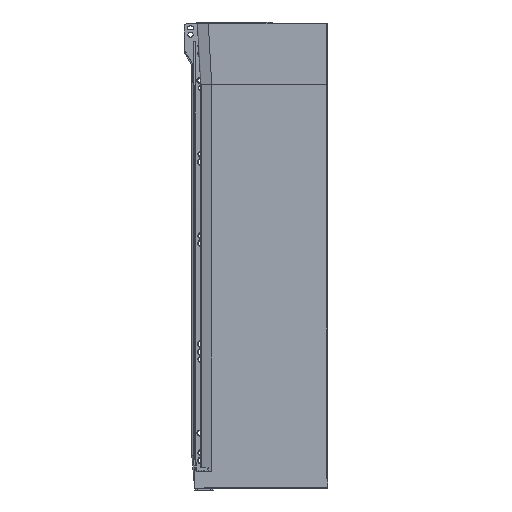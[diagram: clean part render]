
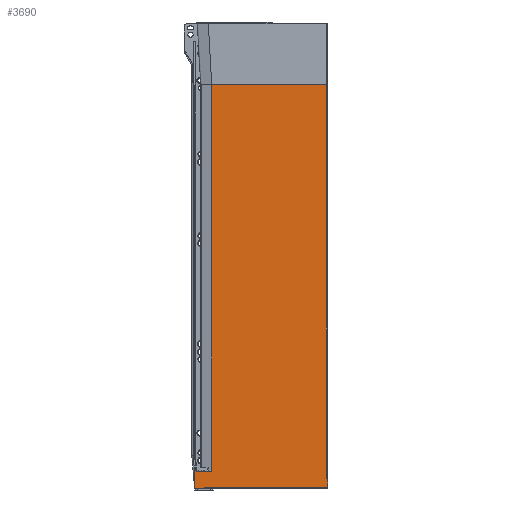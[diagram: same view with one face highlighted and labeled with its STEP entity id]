
A CAD part, left-side view. The second image highlights one B-rep face of the part: STEP entity #3690.
In plain terms, the highlighted planar face has unit normal (-1, 0, 0).
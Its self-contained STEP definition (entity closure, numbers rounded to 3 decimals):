
#259 = ORIENTED_EDGE ( 'NONE', *, *, #8552, .T. ) ;
#333 = LINE ( 'NONE', #3622, #6929 ) ;
#358 = CARTESIAN_POINT ( 'NONE',  ( -14.887, -0.837, -72. ) ) ;
#448 = CARTESIAN_POINT ( 'NONE',  ( -14.887, -0.837, -548. ) ) ;
#637 = VECTOR ( 'NONE', #1008, 1000. ) ;
#659 = PLANE ( 'NONE',  #10338 ) ;
#1008 = DIRECTION ( 'NONE',  ( 0., -1., 0. ) ) ;
#1291 = VERTEX_POINT ( 'NONE', #4369 ) ;
#1331 = VERTEX_POINT ( 'NONE', #8564 ) ;
#1441 = LINE ( 'NONE', #4686, #7117 ) ;
#1469 = VECTOR ( 'NONE', #1982, 1000. ) ;
#1717 = EDGE_CURVE ( 'NONE', #8999, #6466, #3940, .T. ) ;
#1854 = VECTOR ( 'NONE', #5324, 1000. ) ;
#1982 = DIRECTION ( 'NONE',  ( 0., 0., -1. ) ) ;
#2095 = VERTEX_POINT ( 'NONE', #6883 ) ;
#2170 = CARTESIAN_POINT ( 'NONE',  ( -14.887, 134.9, -548. ) ) ;
#2193 = DIRECTION ( 'NONE',  ( 0., 0., -1. ) ) ;
#2253 = CARTESIAN_POINT ( 'NONE',  ( -14.887, 134.9, -548. ) ) ;
#2355 = DIRECTION ( 'NONE',  ( 0., 1., 0. ) ) ;
#2546 = LINE ( 'NONE', #5780, #4164 ) ;
#2561 = VERTEX_POINT ( 'NONE', #8617 ) ;
#2997 = DIRECTION ( 'NONE',  ( 0., 1., 0. ) ) ;
#3024 = LINE ( 'NONE', #2170, #6648 ) ;
#3269 = ORIENTED_EDGE ( 'NONE', *, *, #3617, .T. ) ;
#3290 = CARTESIAN_POINT ( 'NONE',  ( -14.887, -2.091, -546.9 ) ) ;
#3492 = ORIENTED_EDGE ( 'NONE', *, *, #4927, .F. ) ;
#3617 = EDGE_CURVE ( 'NONE', #4735, #10159, #4427, .T. ) ;
#3622 = CARTESIAN_POINT ( 'NONE',  ( -14.887, -2.091, -548. ) ) ;
#3690 = ADVANCED_FACE ( 'NONE', ( #9570 ), #659, .T. ) ;
#3751 = CARTESIAN_POINT ( 'NONE',  ( -14.887, -0.837, -72. ) ) ;
#3753 = EDGE_CURVE ( 'NONE', #1291, #4735, #1441, .T. ) ;
#3940 = LINE ( 'NONE', #7174, #4571 ) ;
#3956 = DIRECTION ( 'NONE',  ( -1., 0., 0. ) ) ;
#4164 = VECTOR ( 'NONE', #9017, 1000. ) ;
#4369 = CARTESIAN_POINT ( 'NONE',  ( -14.887, -2.091, -537. ) ) ;
#4427 = LINE ( 'NONE', #448, #1854 ) ;
#4571 = VECTOR ( 'NONE', #6369, 1000. ) ;
#4588 = CARTESIAN_POINT ( 'NONE',  ( -14.887, -0.837, -537. ) ) ;
#4594 = LINE ( 'NONE', #3751, #10178 ) ;
#4655 = EDGE_CURVE ( 'NONE', #2561, #2095, #5119, .T. ) ;
#4686 = CARTESIAN_POINT ( 'NONE',  ( -14.887, -378., -537. ) ) ;
#4735 = VERTEX_POINT ( 'NONE', #4588 ) ;
#4927 = EDGE_CURVE ( 'NONE', #1331, #9155, #9520, .T. ) ;
#5039 = ORIENTED_EDGE ( 'NONE', *, *, #9516, .F. ) ;
#5098 = EDGE_CURVE ( 'NONE', #1291, #5455, #333, .T. ) ;
#5119 = LINE ( 'NONE', #8367, #1469 ) ;
#5152 = DIRECTION ( 'NONE',  ( 0., 0., -1. ) ) ;
#5324 = DIRECTION ( 'NONE',  ( 0., 0., 1. ) ) ;
#5455 = VERTEX_POINT ( 'NONE', #3290 ) ;
#5467 = EDGE_CURVE ( 'NONE', #5455, #8999, #2546, .T. ) ;
#5490 = DIRECTION ( 'NONE',  ( 0., 0., 1. ) ) ;
#5589 = ORIENTED_EDGE ( 'NONE', *, *, #1717, .F. ) ;
#5780 = CARTESIAN_POINT ( 'NONE',  ( -14.887, -2.091, -546.9 ) ) ;
#5841 = CARTESIAN_POINT ( 'NONE',  ( -14.887, 134.9, -72. ) ) ;
#6040 = DIRECTION ( 'NONE',  ( 0., -1., 0. ) ) ;
#6110 = CARTESIAN_POINT ( 'NONE',  ( -14.887, 143.5, -546.9 ) ) ;
#6369 = DIRECTION ( 'NONE',  ( 0., 0., -1. ) ) ;
#6401 = ORIENTED_EDGE ( 'NONE', *, *, #3753, .T. ) ;
#6466 = VERTEX_POINT ( 'NONE', #6967 ) ;
#6648 = VECTOR ( 'NONE', #6040, 1000. ) ;
#6748 = VECTOR ( 'NONE', #5490, 1000. ) ;
#6883 = CARTESIAN_POINT ( 'NONE',  ( -14.887, 154.645, -548. ) ) ;
#6929 = VECTOR ( 'NONE', #5152, 1000. ) ;
#6967 = CARTESIAN_POINT ( 'NONE',  ( -14.887, 143.5, -548. ) ) ;
#7117 = VECTOR ( 'NONE', #2355, 1000. ) ;
#7174 = CARTESIAN_POINT ( 'NONE',  ( -14.887, 143.5, -548. ) ) ;
#7182 = ORIENTED_EDGE ( 'NONE', *, *, #5467, .F. ) ;
#8225 = EDGE_CURVE ( 'NONE', #2095, #6466, #3024, .T. ) ;
#8367 = CARTESIAN_POINT ( 'NONE',  ( -14.887, 154.645, -528. ) ) ;
#8552 = EDGE_CURVE ( 'NONE', #10159, #9155, #4594, .T. ) ;
#8564 = CARTESIAN_POINT ( 'NONE',  ( -14.887, 134.9, -528. ) ) ;
#8617 = CARTESIAN_POINT ( 'NONE',  ( -14.887, 154.645, -528. ) ) ;
#8835 = ORIENTED_EDGE ( 'NONE', *, *, #8225, .T. ) ;
#8876 = CARTESIAN_POINT ( 'NONE',  ( -14.887, -0.837, -548. ) ) ;
#8995 = ORIENTED_EDGE ( 'NONE', *, *, #4655, .T. ) ;
#8999 = VERTEX_POINT ( 'NONE', #6110 ) ;
#9012 = CARTESIAN_POINT ( 'NONE',  ( -14.887, 134.9, -528. ) ) ;
#9017 = DIRECTION ( 'NONE',  ( 0., 1., 0. ) ) ;
#9155 = VERTEX_POINT ( 'NONE', #5841 ) ;
#9169 = LINE ( 'NONE', #9012, #637 ) ;
#9260 = ORIENTED_EDGE ( 'NONE', *, *, #5098, .F. ) ;
#9516 = EDGE_CURVE ( 'NONE', #2561, #1331, #9169, .T. ) ;
#9520 = LINE ( 'NONE', #2253, #6748 ) ;
#9529 = EDGE_LOOP ( 'NONE', ( #7182, #9260, #6401, #3269, #259, #3492, #5039, #8995, #8835, #5589 ) ) ;
#9570 = FACE_OUTER_BOUND ( 'NONE', #9529, .T. ) ;
#10159 = VERTEX_POINT ( 'NONE', #358 ) ;
#10178 = VECTOR ( 'NONE', #2997, 1000. ) ;
#10338 = AXIS2_PLACEMENT_3D ( 'NONE', #8876, #3956, #2193 ) ;
